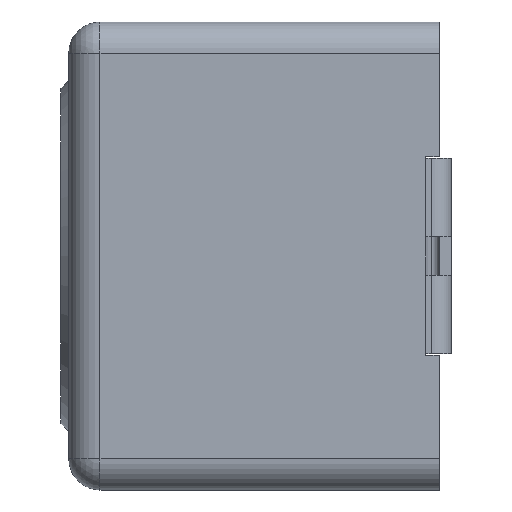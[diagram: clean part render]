
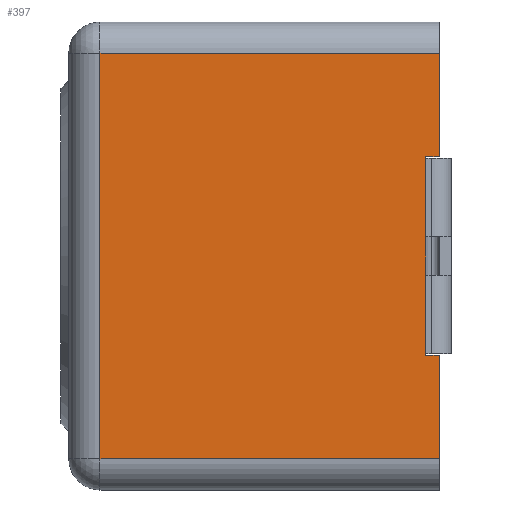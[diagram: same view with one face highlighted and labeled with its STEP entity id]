
A CAD part, left-side view. The second image highlights one B-rep face of the part: STEP entity #397.
In plain terms, the highlighted planar face has unit normal (-1, 0, 0).
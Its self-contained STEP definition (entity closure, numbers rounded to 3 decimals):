
#110 = CARTESIAN_POINT ( 'NONE',  ( -6., 0.3, 2.55 ) ) ;
#219 = LINE ( 'NONE', #3379, #511 ) ;
#268 = CARTESIAN_POINT ( 'NONE',  ( -6., 0.3, 5.2 ) ) ;
#350 = DIRECTION ( 'NONE',  ( 0., 1., 0. ) ) ;
#397 = ADVANCED_FACE ( 'NONE', ( #3443 ), #1459, .T. ) ;
#496 = CARTESIAN_POINT ( 'NONE',  ( -6., 0.3, -5.2 ) ) ;
#511 = VECTOR ( 'NONE', #1903, 1000. ) ;
#516 = DIRECTION ( 'NONE',  ( 0., 0., 1. ) ) ;
#563 = EDGE_CURVE ( 'NONE', #3815, #1765, #2901, .T. ) ;
#565 = CARTESIAN_POINT ( 'NONE',  ( -6., 0.65, -2.55 ) ) ;
#727 = CARTESIAN_POINT ( 'NONE',  ( -6., 0.3, -6. ) ) ;
#729 = CARTESIAN_POINT ( 'NONE',  ( -6., 0.65, -2.55 ) ) ;
#748 = VECTOR ( 'NONE', #4840, 1000. ) ;
#751 = VECTOR ( 'NONE', #4445, 1000. ) ;
#792 = VERTEX_POINT ( 'NONE', #496 ) ;
#854 = LINE ( 'NONE', #1714, #2811 ) ;
#881 = LINE ( 'NONE', #3230, #748 ) ;
#1459 = PLANE ( 'NONE',  #2179 ) ;
#1498 = EDGE_CURVE ( 'NONE', #3079, #4056, #1738, .T. ) ;
#1547 = CARTESIAN_POINT ( 'NONE',  ( -6., 9., -5.2 ) ) ;
#1551 = EDGE_CURVE ( 'NONE', #1765, #792, #219, .T. ) ;
#1600 = EDGE_CURVE ( 'NONE', #3355, #3815, #4254, .T. ) ;
#1675 = VECTOR ( 'NONE', #4939, 1000. ) ;
#1714 = CARTESIAN_POINT ( 'NONE',  ( -6., 0.3, -6. ) ) ;
#1738 = LINE ( 'NONE', #3351, #751 ) ;
#1765 = VERTEX_POINT ( 'NONE', #1547 ) ;
#1857 = VECTOR ( 'NONE', #2951, 1000. ) ;
#1867 = LINE ( 'NONE', #729, #4219 ) ;
#1903 = DIRECTION ( 'NONE',  ( 0., -1., 0. ) ) ;
#2097 = ORIENTED_EDGE ( 'NONE', *, *, #563, .T. ) ;
#2116 = CARTESIAN_POINT ( 'NONE',  ( -6., 0.3, -2.55 ) ) ;
#2179 = AXIS2_PLACEMENT_3D ( 'NONE', #727, #4686, #3531 ) ;
#2262 = ORIENTED_EDGE ( 'NONE', *, *, #4613, .T. ) ;
#2279 = CARTESIAN_POINT ( 'NONE',  ( -6., 0.3, 5.2 ) ) ;
#2608 = VECTOR ( 'NONE', #350, 1000. ) ;
#2741 = CARTESIAN_POINT ( 'NONE',  ( -6., 9., 5.2 ) ) ;
#2811 = VECTOR ( 'NONE', #516, 1000. ) ;
#2901 = LINE ( 'NONE', #4901, #1857 ) ;
#2951 = DIRECTION ( 'NONE',  ( 0., 0., -1. ) ) ;
#3074 = ORIENTED_EDGE ( 'NONE', *, *, #1600, .T. ) ;
#3079 = VERTEX_POINT ( 'NONE', #110 ) ;
#3105 = ORIENTED_EDGE ( 'NONE', *, *, #1498, .F. ) ;
#3230 = CARTESIAN_POINT ( 'NONE',  ( -6., 0.65, -2.55 ) ) ;
#3351 = CARTESIAN_POINT ( 'NONE',  ( -6., 0.65, 2.55 ) ) ;
#3355 = VERTEX_POINT ( 'NONE', #2279 ) ;
#3379 = CARTESIAN_POINT ( 'NONE',  ( -6., 0.3, -5.2 ) ) ;
#3422 = EDGE_CURVE ( 'NONE', #4056, #4671, #881, .T. ) ;
#3443 = FACE_OUTER_BOUND ( 'NONE', #3630, .T. ) ;
#3529 = ORIENTED_EDGE ( 'NONE', *, *, #3422, .F. ) ;
#3531 = DIRECTION ( 'NONE',  ( 0., 0., 1. ) ) ;
#3565 = VERTEX_POINT ( 'NONE', #2116 ) ;
#3630 = EDGE_LOOP ( 'NONE', ( #4864, #3529, #3105, #3911, #3074, #2097, #5040, #2262 ) ) ;
#3815 = VERTEX_POINT ( 'NONE', #2741 ) ;
#3911 = ORIENTED_EDGE ( 'NONE', *, *, #4739, .T. ) ;
#4056 = VERTEX_POINT ( 'NONE', #4976 ) ;
#4076 = EDGE_CURVE ( 'NONE', #4671, #3565, #1867, .T. ) ;
#4116 = LINE ( 'NONE', #4546, #1675 ) ;
#4219 = VECTOR ( 'NONE', #4658, 1000. ) ;
#4254 = LINE ( 'NONE', #268, #2608 ) ;
#4445 = DIRECTION ( 'NONE',  ( 0., 1., 0. ) ) ;
#4546 = CARTESIAN_POINT ( 'NONE',  ( -6., 0.3, -6. ) ) ;
#4613 = EDGE_CURVE ( 'NONE', #792, #3565, #854, .T. ) ;
#4658 = DIRECTION ( 'NONE',  ( 0., -1., 0. ) ) ;
#4671 = VERTEX_POINT ( 'NONE', #565 ) ;
#4686 = DIRECTION ( 'NONE',  ( -1., 0., 0. ) ) ;
#4739 = EDGE_CURVE ( 'NONE', #3079, #3355, #4116, .T. ) ;
#4840 = DIRECTION ( 'NONE',  ( 0., 0., -1. ) ) ;
#4864 = ORIENTED_EDGE ( 'NONE', *, *, #4076, .F. ) ;
#4901 = CARTESIAN_POINT ( 'NONE',  ( -6., 9., -6. ) ) ;
#4939 = DIRECTION ( 'NONE',  ( 0., 0., 1. ) ) ;
#4976 = CARTESIAN_POINT ( 'NONE',  ( -6., 0.65, 2.55 ) ) ;
#5040 = ORIENTED_EDGE ( 'NONE', *, *, #1551, .T. ) ;
